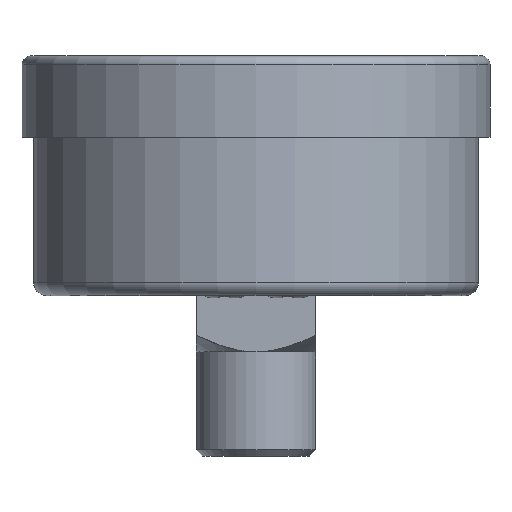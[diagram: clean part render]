
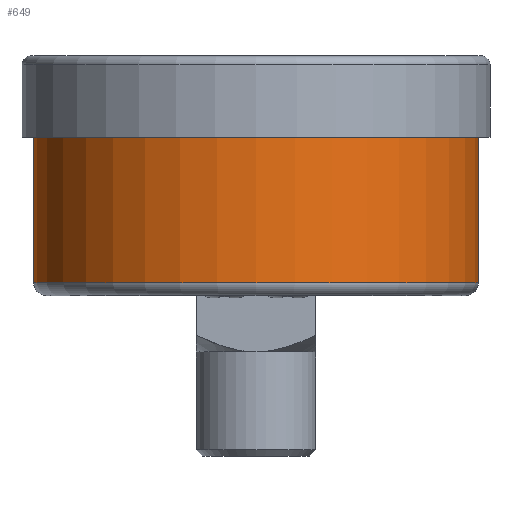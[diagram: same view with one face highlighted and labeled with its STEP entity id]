
A CAD part, front view. The second image highlights one B-rep face of the part: STEP entity #649.
In plain terms, the highlighted cylindrical face has radius 26.035 mm (diameter 52.07 mm), a full revolution.
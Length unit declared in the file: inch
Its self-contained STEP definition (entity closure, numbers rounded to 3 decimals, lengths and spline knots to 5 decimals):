
#153 = CARTESIAN_POINT ( 'NONE',  ( 0., 0., -0.375 ) ) ;
#220 = EDGE_LOOP ( 'NONE', ( #15675 ) ) ;
#649 = ADVANCED_FACE ( 'NONE', ( #12167, #12328 ), #1521, .T. ) ;
#833 = AXIS2_PLACEMENT_3D ( 'NONE', #8592, #13438, #8673 ) ;
#989 = EDGE_LOOP ( 'NONE', ( #6744 ) ) ;
#1044 = VERTEX_POINT ( 'NONE', #14543 ) ;
#1107 = CIRCLE ( 'NONE', #8947, 1.025 ) ;
#1521 = CYLINDRICAL_SURFACE ( 'NONE', #833, 1.025 ) ;
#2774 = DIRECTION ( 'NONE',  ( 0., 0., 1. ) ) ;
#2870 = AXIS2_PLACEMENT_3D ( 'NONE', #8950, #2774, #9020 ) ;
#3401 = DIRECTION ( 'NONE',  ( 0., 0., -1. ) ) ;
#4852 = CARTESIAN_POINT ( 'NONE',  ( 1.025, 0., -1.045 ) ) ;
#6168 = CIRCLE ( 'NONE', #2870, 1.025 ) ;
#6744 = ORIENTED_EDGE ( 'NONE', *, *, #9486, .T. ) ;
#8592 = CARTESIAN_POINT ( 'NONE',  ( 0., 0., -1.105 ) ) ;
#8673 = DIRECTION ( 'NONE',  ( 1., 0., 0. ) ) ;
#8947 = AXIS2_PLACEMENT_3D ( 'NONE', #153, #3401, #15701 ) ;
#8950 = CARTESIAN_POINT ( 'NONE',  ( 0., 0., -1.045 ) ) ;
#9020 = DIRECTION ( 'NONE',  ( 1., 0., 0. ) ) ;
#9486 = EDGE_CURVE ( 'NONE', #1044, #1044, #1107, .T. ) ;
#11983 = EDGE_CURVE ( 'NONE', #15575, #15575, #6168, .T. ) ;
#12167 = FACE_OUTER_BOUND ( 'NONE', #220, .T. ) ;
#12328 = FACE_OUTER_BOUND ( 'NONE', #989, .T. ) ;
#13438 = DIRECTION ( 'NONE',  ( 0., 0., 1. ) ) ;
#14543 = CARTESIAN_POINT ( 'NONE',  ( 1.025, 0., -0.375 ) ) ;
#15575 = VERTEX_POINT ( 'NONE', #4852 ) ;
#15675 = ORIENTED_EDGE ( 'NONE', *, *, #11983, .T. ) ;
#15701 = DIRECTION ( 'NONE',  ( 1., 0., 0. ) ) ;
